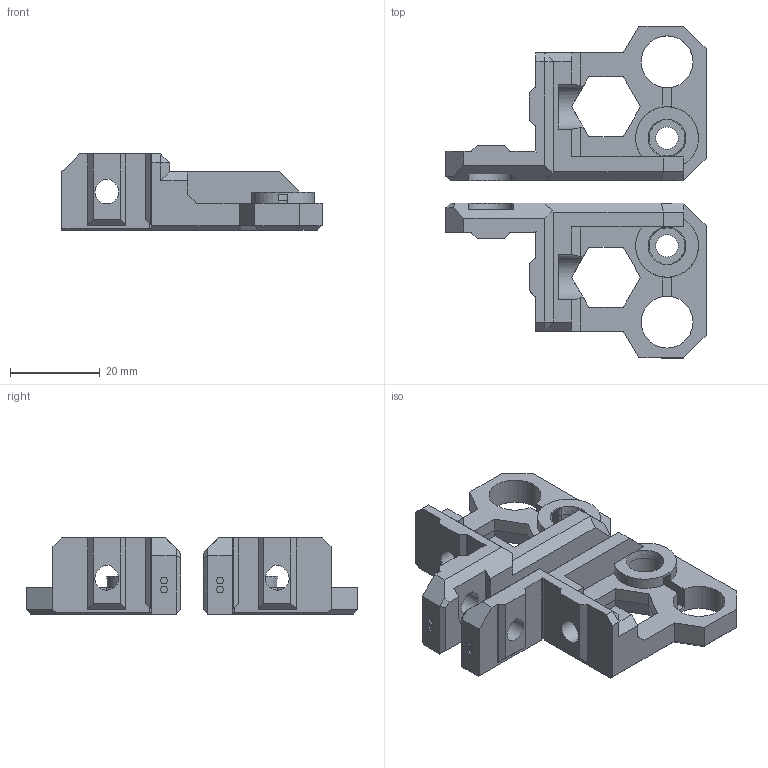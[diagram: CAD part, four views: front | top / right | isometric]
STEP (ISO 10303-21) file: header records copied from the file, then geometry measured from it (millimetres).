
FILE_DESCRIPTION(/* description */ (''),/* implementation_level */ '2;1');
FILE_NAME(/* name */ 'z_tops.step',/* time_stamp */ '2018-05-17T19:17:53+02:00',/* author */ ('gregsaun'),/* organization */ (''),/* preprocessor_version */ 'ST-DEVELOPER v17',/* originating_system */ 'Autodesk Translation Framework v7.1.0.215',/* authorisation */ '');
FILE_SCHEMA (('AUTOMOTIVE_DESIGN { 1 0 10303 214 3 1 1 }'));
Length unit declared in the file: millimetre
Products named in the file (4): z_top; z_tops; z_top_1; z_top(Mirror)
Assembly tree (3 placements, depth 3):
  z_top
    z_tops
      z_top_1
      z_top(Mirror)
Bounding box: 58 x 74.03 x 17 mm (x, y, z)
Volume: 19140.8 mm3; surface area: 12005 mm2
Topology: 2 solids, 18 shells, 308 faces, 774 edges, 498 vertices
Faces by surface type: plane 276, cylinder 24, cone 4, bspline 4
Full cylindrical faces by diameter (mm): 1.5 x4, 5 x2, 11.6 x2
Entity records: 9460 total; most frequent: CARTESIAN_POINT 1971, ORIENTED_EDGE 1548, DIRECTION 1438, EDGE_CURVE 774, LINE 676, VECTOR 676, VERTEX_POINT 498, AXIS2_PLACEMENT_3D 381
